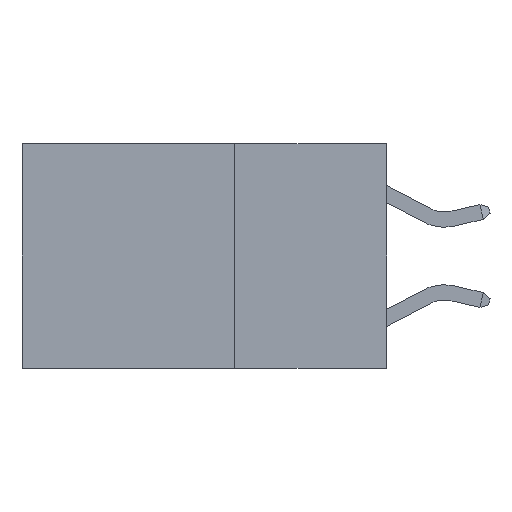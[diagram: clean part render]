
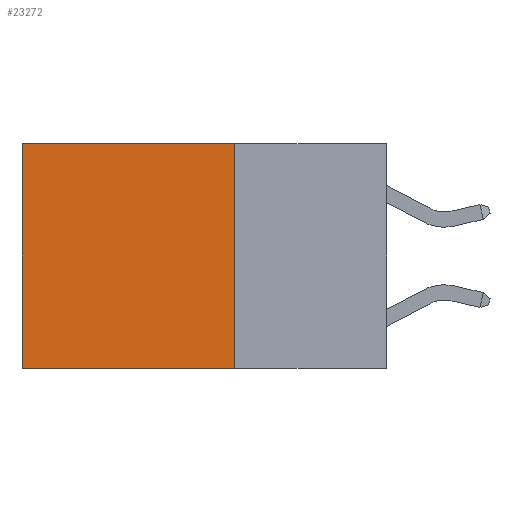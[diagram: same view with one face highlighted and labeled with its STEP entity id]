
A CAD part, left-side view. The second image highlights one B-rep face of the part: STEP entity #23272.
In plain terms, the highlighted planar face has unit normal (-1, 0, 0).
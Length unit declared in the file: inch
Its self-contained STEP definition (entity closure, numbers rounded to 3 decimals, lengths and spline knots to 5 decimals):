
#421 = CARTESIAN_POINT ( 'NONE',  ( 0.2625, 0.25, 0. ) ) ;
#2058 = FACE_OUTER_BOUND ( 'NONE', #22894, .T. ) ;
#2643 = EDGE_CURVE ( 'NONE', #11814, #8348, #10167, .T. ) ;
#2962 = CARTESIAN_POINT ( 'NONE',  ( 0.2625, 0.25, -0.37 ) ) ;
#3540 = CARTESIAN_POINT ( 'NONE',  ( 0.2625, 0.6, -0.37 ) ) ;
#3634 = DIRECTION ( 'NONE',  ( 0., 1., 0. ) ) ;
#3948 = VECTOR ( 'NONE', #24583, 39.37008 ) ;
#4031 = DIRECTION ( 'NONE',  ( 0., 0., -1. ) ) ;
#4207 = ORIENTED_EDGE ( 'NONE', *, *, #2643, .F. ) ;
#5988 = CARTESIAN_POINT ( 'NONE',  ( 0.2625, 0.25, 0. ) ) ;
#7947 = EDGE_CURVE ( 'NONE', #8348, #19441, #23686, .T. ) ;
#8348 = VERTEX_POINT ( 'NONE', #2962 ) ;
#8522 = LINE ( 'NONE', #16573, #3948 ) ;
#8737 = PLANE ( 'NONE',  #10716 ) ;
#10167 = LINE ( 'NONE', #14380, #13724 ) ;
#10503 = ORIENTED_EDGE ( 'NONE', *, *, #12891, .T. ) ;
#10716 = AXIS2_PLACEMENT_3D ( 'NONE', #5988, #11940, #4031 ) ;
#11814 = VERTEX_POINT ( 'NONE', #421 ) ;
#11940 = DIRECTION ( 'NONE',  ( 1., 0., 0. ) ) ;
#12119 = CARTESIAN_POINT ( 'NONE',  ( 0.2625, 0.6, 0. ) ) ;
#12401 = DIRECTION ( 'NONE',  ( 0., 0., -1. ) ) ;
#12891 = EDGE_CURVE ( 'NONE', #11814, #15717, #21540, .T. ) ;
#13220 = ORIENTED_EDGE ( 'NONE', *, *, #19680, .T. ) ;
#13483 = CARTESIAN_POINT ( 'NONE',  ( 0.2625, 0.25, 0. ) ) ;
#13724 = VECTOR ( 'NONE', #12401, 39.37008 ) ;
#14380 = CARTESIAN_POINT ( 'NONE',  ( 0.2625, 0.25, 0. ) ) ;
#15717 = VERTEX_POINT ( 'NONE', #12119 ) ;
#16573 = CARTESIAN_POINT ( 'NONE',  ( 0.2625, 0.6, 0. ) ) ;
#18975 = ORIENTED_EDGE ( 'NONE', *, *, #7947, .F. ) ;
#19441 = VERTEX_POINT ( 'NONE', #3540 ) ;
#19680 = EDGE_CURVE ( 'NONE', #15717, #19441, #8522, .T. ) ;
#19836 = DIRECTION ( 'NONE',  ( 0., 1., 0. ) ) ;
#20544 = VECTOR ( 'NONE', #19836, 39.37008 ) ;
#21540 = LINE ( 'NONE', #13483, #20544 ) ;
#22352 = VECTOR ( 'NONE', #3634, 39.37008 ) ;
#22894 = EDGE_LOOP ( 'NONE', ( #13220, #18975, #4207, #10503 ) ) ;
#23272 = ADVANCED_FACE ( 'NONE', ( #2058 ), #8737, .F. ) ;
#23294 = CARTESIAN_POINT ( 'NONE',  ( 0.2625, 0.25, -0.37 ) ) ;
#23686 = LINE ( 'NONE', #23294, #22352 ) ;
#24583 = DIRECTION ( 'NONE',  ( 0., 0., -1. ) ) ;
